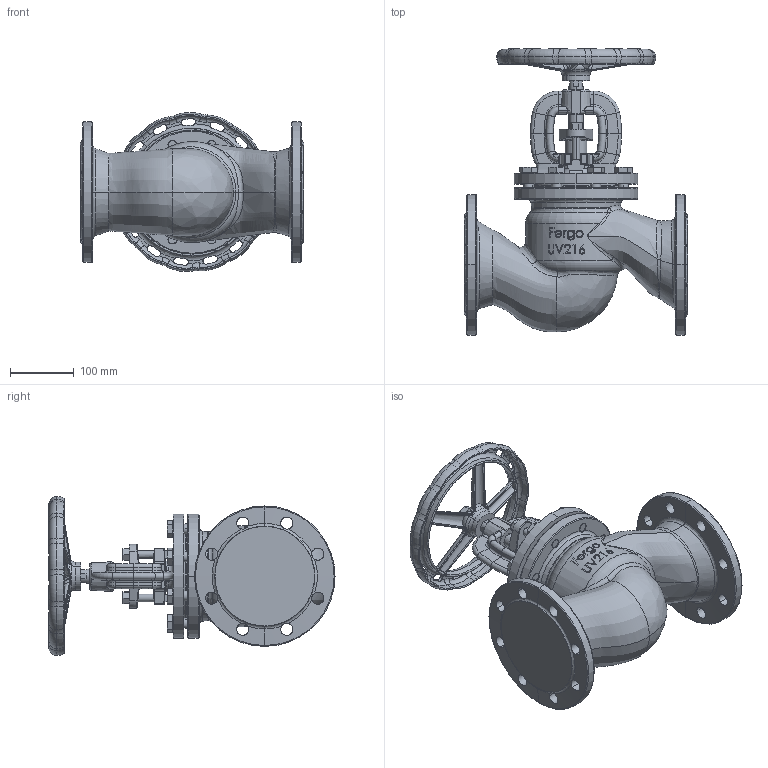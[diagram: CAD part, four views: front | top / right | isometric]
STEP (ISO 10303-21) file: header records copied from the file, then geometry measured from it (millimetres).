
FILE_DESCRIPTION (( 'STEP AP214' ), '1' );
FILE_NAME ('UV216-DN100-PN25-Absperrventil-Handhebel-Fergo.STEP', '2022-11-02T09:20:01', ( '' ), ( '' ), 'SwSTEP 2.0', 'SolidWorks 2022', '' );
FILE_SCHEMA (( 'AUTOMOTIVE_DESIGN' ));
Length unit declared in the file: millimetre
Products named in the file (1): UV216-DN100-PN25-Absperrventil-Handhebel-Fergo
Bounding box: 350 x 447.86 x 249.09 mm (x, y, z)
Volume: 8413132.2 mm3; surface area: 578449.6 mm2
Topology: 1 solids, 1 shells, 1382 faces, 3833 edges, 2401 vertices
Faces by surface type: cylinder 379, bspline 297, plane 274, torus 224, cone 188, sphere 20
Entity records: 125669 total; most frequent: CARTESIAN_POINT 94118, ORIENTED_EDGE 7594, DIRECTION 5320, EDGE_CURVE 3797, VERTEX_POINT 2401, AXIS2_PLACEMENT_3D 2245, B_SPLINE_CURVE_WITH_KNOTS 1705, EDGE_LOOP 1466
